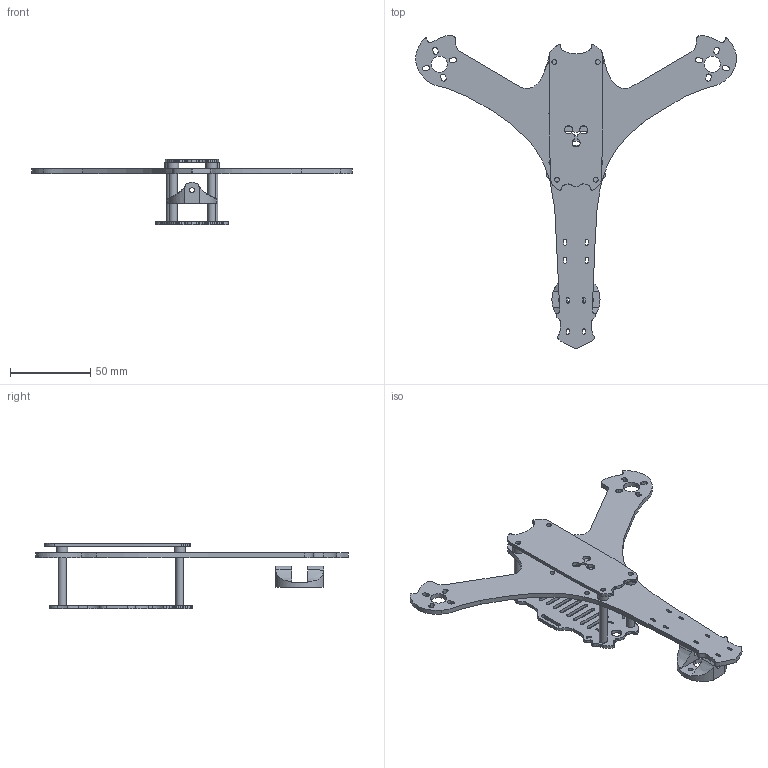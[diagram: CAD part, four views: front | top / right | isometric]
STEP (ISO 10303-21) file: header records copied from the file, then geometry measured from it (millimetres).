
FILE_DESCRIPTION(/* description */ (''),/* implementation_level */ '2;1');
FILE_NAME(/* name */ 'V10 v51.step',/* time_stamp */ '2019-12-22T13:23:15+01:00',/* author */ (''),/* organization */ (''),/* preprocessor_version */ 'ST-DEVELOPER v18',/* originating_system */ 'Autodesk Translation Framework v8.6.0.1094',/* authorisation */ '');
FILE_SCHEMA (('AUTOMOTIVE_DESIGN { 1 0 10303 214 3 1 1 }'));
Length unit declared in the file: millimetre
Products named in the file (6): V10; Standoffs; Uni body; Lipoplate; Top plate; Servo
Assembly tree (5 placements, depth 2):
  V10
    Standoffs
    Uni body
    Lipoplate
    Top plate
    Servo
Bounding box: 199.72 x 194.87 x 41 mm (x, y, z)
Volume: 45763.4 mm3; surface area: 40846.4 mm2
Topology: 12 solids, 12 shells, 608 faces, 1772 edges, 1187 vertices
Faces by surface type: plane 259, bspline 236, cylinder 113
Full cylindrical faces by diameter (mm): 2.15 x2, 3 x4, 3.1 x17, 3.2 x4, 5 x4, 6.5 x1, 7 x4, 10.022 x2
Entity records: 22153 total; most frequent: CARTESIAN_POINT 7431, ORIENTED_EDGE 3544, DIRECTION 2290, EDGE_CURVE 1772, VERTEX_POINT 1187, LINE 1014, VECTOR 1014, EDGE_LOOP 733
